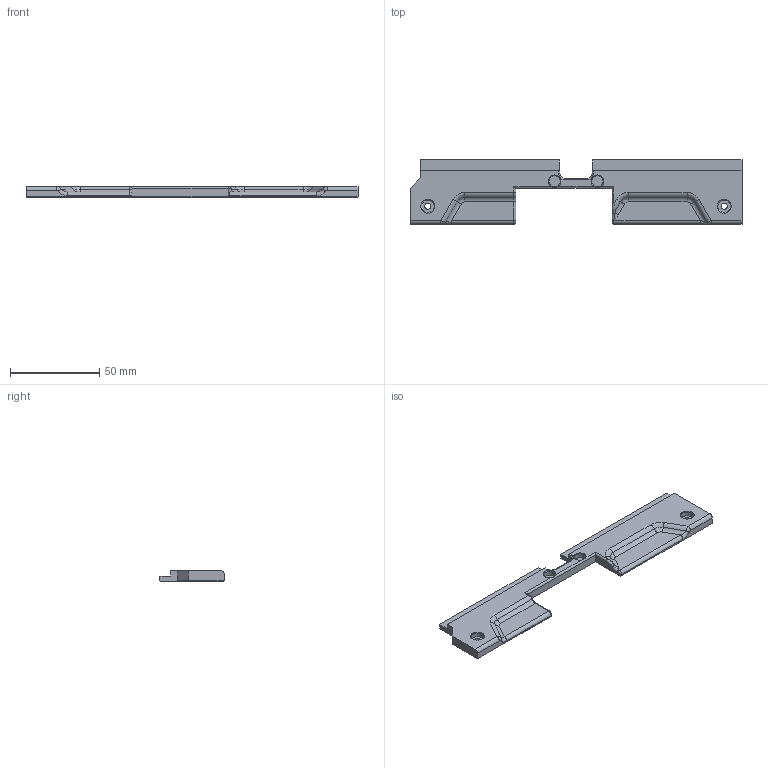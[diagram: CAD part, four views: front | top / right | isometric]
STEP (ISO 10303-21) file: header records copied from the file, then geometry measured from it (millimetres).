
FILE_DESCRIPTION(/* description */ (''),/* implementation_level */ '2;1');
FILE_NAME(/* name */ 'L-FRONT v1.step',/* time_stamp */ '2024-08-19T21:21:55-05:00',/* author */ (''),/* organization */ (''),/* preprocessor_version */ 'ST-DEVELOPER v20',/* originating_system */ 'Autodesk Translation Framework v13.14.0.145',/* authorisation */ '');
FILE_SCHEMA (('AUTOMOTIVE_DESIGN { 1 0 10303 214 3 1 1 }'));
Length unit declared in the file: millimetre
Products named in the file (1): L-FRONT
Bounding box: 186 x 36 x 6 mm (x, y, z)
Volume: 24705.3 mm3; surface area: 13524.2 mm2
Topology: 1 solids, 1 shells, 241 faces, 619 edges, 397 vertices
Faces by surface type: plane 128, bspline 65, cylinder 32, torus 8, cone 8
Full cylindrical faces by diameter (mm): 3.4 x2, 6.3 x2, 7 x2
Entity records: 7982 total; most frequent: CARTESIAN_POINT 2413, ORIENTED_EDGE 1238, DIRECTION 965, EDGE_CURVE 619, LINE 407, VECTOR 407, VERTEX_POINT 397, AXIS2_PLACEMENT_3D 279
